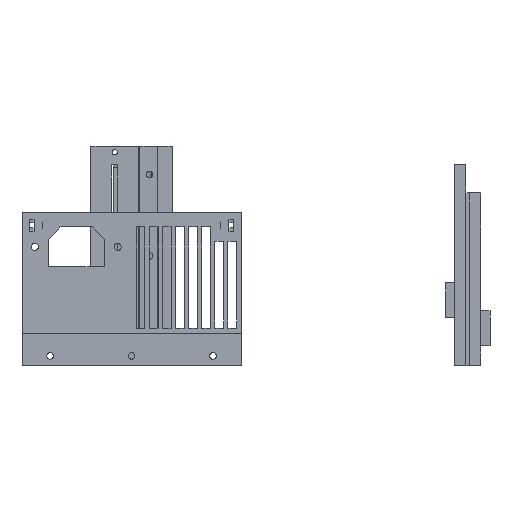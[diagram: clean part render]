
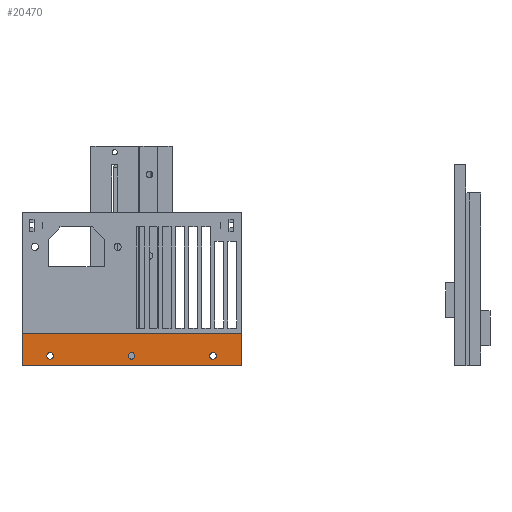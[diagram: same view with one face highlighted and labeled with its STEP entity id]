
A CAD part, front view. The second image highlights one B-rep face of the part: STEP entity #20470.
In plain terms, the highlighted free-form (B-spline) face has degree [1, 1] with [2, 2] control points.
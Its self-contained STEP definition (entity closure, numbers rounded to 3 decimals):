
#19978=CARTESIAN_POINT('',(52.946,135.741,11.618));
#19979=VERTEX_POINT('',#19978);
#19980=CARTESIAN_POINT('',(-52.946,135.741,11.618));
#19981=VERTEX_POINT('',#19980);
#19982=CARTESIAN_POINT('',(52.946,135.741,11.618));
#19983=CARTESIAN_POINT('',(-52.946,135.741,11.618));
#19984=B_SPLINE_CURVE_WITH_KNOTS('',1,(#19982,#19983),.UNSPECIFIED.,.F.,.F.,(2,2),(0.,0.106),.UNSPECIFIED.);
#19985=EDGE_CURVE('',#19979,#19981,#19984,.T.);
#20353=CARTESIAN_POINT('',(-52.946,135.741,11.618));
#20354=CARTESIAN_POINT('',(52.946,135.741,11.618));
#20355=CARTESIAN_POINT('',(-52.946,135.741,-4.));
#20356=CARTESIAN_POINT('',(52.946,135.741,-4.));
#20357=B_SPLINE_SURFACE_WITH_KNOTS('',1,1,((#20353,#20354),(#20355,#20356)),.UNSPECIFIED.,.F.,.F.,.U.,(2,2),(2,2),(0.009,0.024),(-0.106,0.),.UNSPECIFIED.);
#20358=CARTESIAN_POINT('',(-39.337,135.741,2.267));
#20359=VERTEX_POINT('',#20358);
#20360=CARTESIAN_POINT('',(-39.337,135.741,-0.933));
#20361=VERTEX_POINT('',#20360);
#20362=CARTESIAN_POINT('',(-39.337,135.741,-0.933));
#20363=CARTESIAN_POINT('',(-37.737,135.741,-0.933));
#20364=CARTESIAN_POINT('',(-37.737,135.741,0.667));
#20365=CARTESIAN_POINT('',(-37.737,135.741,2.267));
#20366=CARTESIAN_POINT('',(-39.337,135.741,2.267));
#20367=CARTESIAN_POINT('',(-40.937,135.741,2.267));
#20368=CARTESIAN_POINT('',(-40.937,135.741,0.667));
#20369=CARTESIAN_POINT('',(-40.937,135.741,-0.933));
#20370=CARTESIAN_POINT('',(-39.337,135.741,-0.933));
#20371=(BOUNDED_CURVE()
B_SPLINE_CURVE(2,(#20362,#20363,#20364,#20365,#20366,#20367,#20368,#20369,#20370),.UNSPECIFIED.,.T.,.F.)
B_SPLINE_CURVE_WITH_KNOTS((3,2,2,2,3),(0.,1.571,3.142,4.712,6.283),.UNSPECIFIED.)
CURVE()
GEOMETRIC_REPRESENTATION_ITEM()
RATIONAL_B_SPLINE_CURVE((1.,0.707,1.,0.707,1.,0.707,1.,0.707,1.))
REPRESENTATION_ITEM(''));
#20372=EDGE_CURVE('',#20359,#20361,#20371,.T.);
#20373=ORIENTED_EDGE('',*,*,#20372,.F.);
#20374=CARTESIAN_POINT('',(-39.337,135.741,-0.933));
#20375=CARTESIAN_POINT('',(-37.737,135.741,-0.933));
#20376=CARTESIAN_POINT('',(-37.737,135.741,0.667));
#20377=CARTESIAN_POINT('',(-37.737,135.741,2.267));
#20378=CARTESIAN_POINT('',(-39.337,135.741,2.267));
#20379=CARTESIAN_POINT('',(-40.937,135.741,2.267));
#20380=CARTESIAN_POINT('',(-40.937,135.741,0.667));
#20381=CARTESIAN_POINT('',(-40.937,135.741,-0.933));
#20382=CARTESIAN_POINT('',(-39.337,135.741,-0.933));
#20383=(BOUNDED_CURVE()
B_SPLINE_CURVE(2,(#20374,#20375,#20376,#20377,#20378,#20379,#20380,#20381,#20382),.UNSPECIFIED.,.T.,.F.)
B_SPLINE_CURVE_WITH_KNOTS((3,2,2,2,3),(0.,1.571,3.142,4.712,6.283),.UNSPECIFIED.)
CURVE()
GEOMETRIC_REPRESENTATION_ITEM()
RATIONAL_B_SPLINE_CURVE((1.,0.707,1.,0.707,1.,0.707,1.,0.707,1.))
REPRESENTATION_ITEM(''));
#20384=EDGE_CURVE('',#20361,#20359,#20383,.T.);
#20385=ORIENTED_EDGE('',*,*,#20384,.F.);
#20386=EDGE_LOOP('',(#20373,#20385));
#20387=FACE_BOUND('',#20386,.T.);
#20388=CARTESIAN_POINT('',(-0.,135.741,2.267));
#20389=VERTEX_POINT('',#20388);
#20390=CARTESIAN_POINT('',(-0.,135.741,-0.933));
#20391=VERTEX_POINT('',#20390);
#20392=CARTESIAN_POINT('',(-0.,135.741,-0.933));
#20393=CARTESIAN_POINT('',(1.6,135.741,-0.933));
#20394=CARTESIAN_POINT('',(1.6,135.741,0.667));
#20395=CARTESIAN_POINT('',(1.6,135.741,2.267));
#20396=CARTESIAN_POINT('',(-0.,135.741,2.267));
#20397=CARTESIAN_POINT('',(-1.6,135.741,2.267));
#20398=CARTESIAN_POINT('',(-1.6,135.741,0.667));
#20399=CARTESIAN_POINT('',(-1.6,135.741,-0.933));
#20400=CARTESIAN_POINT('',(-0.,135.741,-0.933));
#20401=(BOUNDED_CURVE()
B_SPLINE_CURVE(2,(#20392,#20393,#20394,#20395,#20396,#20397,#20398,#20399,#20400),.UNSPECIFIED.,.T.,.F.)
B_SPLINE_CURVE_WITH_KNOTS((3,2,2,2,3),(0.,1.571,3.142,4.712,6.283),.UNSPECIFIED.)
CURVE()
GEOMETRIC_REPRESENTATION_ITEM()
RATIONAL_B_SPLINE_CURVE((1.,0.707,1.,0.707,1.,0.707,1.,0.707,1.))
REPRESENTATION_ITEM(''));
#20402=EDGE_CURVE('',#20389,#20391,#20401,.T.);
#20403=ORIENTED_EDGE('',*,*,#20402,.F.);
#20404=CARTESIAN_POINT('',(-0.,135.741,-0.933));
#20405=CARTESIAN_POINT('',(1.6,135.741,-0.933));
#20406=CARTESIAN_POINT('',(1.6,135.741,0.667));
#20407=CARTESIAN_POINT('',(1.6,135.741,2.267));
#20408=CARTESIAN_POINT('',(-0.,135.741,2.267));
#20409=CARTESIAN_POINT('',(-1.6,135.741,2.267));
#20410=CARTESIAN_POINT('',(-1.6,135.741,0.667));
#20411=CARTESIAN_POINT('',(-1.6,135.741,-0.933));
#20412=CARTESIAN_POINT('',(-0.,135.741,-0.933));
#20413=(BOUNDED_CURVE()
B_SPLINE_CURVE(2,(#20404,#20405,#20406,#20407,#20408,#20409,#20410,#20411,#20412),.UNSPECIFIED.,.T.,.F.)
B_SPLINE_CURVE_WITH_KNOTS((3,2,2,2,3),(0.,1.571,3.142,4.712,6.283),.UNSPECIFIED.)
CURVE()
GEOMETRIC_REPRESENTATION_ITEM()
RATIONAL_B_SPLINE_CURVE((1.,0.707,1.,0.707,1.,0.707,1.,0.707,1.))
REPRESENTATION_ITEM(''));
#20414=EDGE_CURVE('',#20391,#20389,#20413,.T.);
#20415=ORIENTED_EDGE('',*,*,#20414,.F.);
#20416=EDGE_LOOP('',(#20403,#20415));
#20417=FACE_BOUND('',#20416,.T.);
#20418=CARTESIAN_POINT('',(39.337,135.741,2.267));
#20419=VERTEX_POINT('',#20418);
#20420=CARTESIAN_POINT('',(39.337,135.741,-0.933));
#20421=VERTEX_POINT('',#20420);
#20422=CARTESIAN_POINT('',(39.337,135.741,-0.933));
#20423=CARTESIAN_POINT('',(40.937,135.741,-0.933));
#20424=CARTESIAN_POINT('',(40.937,135.741,0.667));
#20425=CARTESIAN_POINT('',(40.937,135.741,2.267));
#20426=CARTESIAN_POINT('',(39.337,135.741,2.267));
#20427=CARTESIAN_POINT('',(37.737,135.741,2.267));
#20428=CARTESIAN_POINT('',(37.737,135.741,0.667));
#20429=CARTESIAN_POINT('',(37.737,135.741,-0.933));
#20430=CARTESIAN_POINT('',(39.337,135.741,-0.933));
#20431=(BOUNDED_CURVE()
B_SPLINE_CURVE(2,(#20422,#20423,#20424,#20425,#20426,#20427,#20428,#20429,#20430),.UNSPECIFIED.,.T.,.F.)
B_SPLINE_CURVE_WITH_KNOTS((3,2,2,2,3),(0.,1.571,3.142,4.712,6.283),.UNSPECIFIED.)
CURVE()
GEOMETRIC_REPRESENTATION_ITEM()
RATIONAL_B_SPLINE_CURVE((1.,0.707,1.,0.707,1.,0.707,1.,0.707,1.))
REPRESENTATION_ITEM(''));
#20432=EDGE_CURVE('',#20419,#20421,#20431,.T.);
#20433=ORIENTED_EDGE('',*,*,#20432,.F.);
#20434=CARTESIAN_POINT('',(39.337,135.741,-0.933));
#20435=CARTESIAN_POINT('',(40.937,135.741,-0.933));
#20436=CARTESIAN_POINT('',(40.937,135.741,0.667));
#20437=CARTESIAN_POINT('',(40.937,135.741,2.267));
#20438=CARTESIAN_POINT('',(39.337,135.741,2.267));
#20439=CARTESIAN_POINT('',(37.737,135.741,2.267));
#20440=CARTESIAN_POINT('',(37.737,135.741,0.667));
#20441=CARTESIAN_POINT('',(37.737,135.741,-0.933));
#20442=CARTESIAN_POINT('',(39.337,135.741,-0.933));
#20443=(BOUNDED_CURVE()
B_SPLINE_CURVE(2,(#20434,#20435,#20436,#20437,#20438,#20439,#20440,#20441,#20442),.UNSPECIFIED.,.T.,.F.)
B_SPLINE_CURVE_WITH_KNOTS((3,2,2,2,3),(0.,1.571,3.142,4.712,6.283),.UNSPECIFIED.)
CURVE()
GEOMETRIC_REPRESENTATION_ITEM()
RATIONAL_B_SPLINE_CURVE((1.,0.707,1.,0.707,1.,0.707,1.,0.707,1.))
REPRESENTATION_ITEM(''));
#20444=EDGE_CURVE('',#20421,#20419,#20443,.T.);
#20445=ORIENTED_EDGE('',*,*,#20444,.F.);
#20446=EDGE_LOOP('',(#20433,#20445));
#20447=FACE_BOUND('',#20446,.T.);
#20448=CARTESIAN_POINT('',(52.946,135.741,-4.));
#20449=VERTEX_POINT('',#20448);
#20450=CARTESIAN_POINT('',(-52.946,135.741,-4.));
#20451=VERTEX_POINT('',#20450);
#20452=CARTESIAN_POINT('',(52.946,135.741,-4.));
#20453=CARTESIAN_POINT('',(-52.946,135.741,-4.));
#20454=B_SPLINE_CURVE_WITH_KNOTS('',1,(#20452,#20453),.UNSPECIFIED.,.F.,.F.,(2,2),(-0.124,-0.018),.UNSPECIFIED.);
#20455=EDGE_CURVE('',#20449,#20451,#20454,.T.);
#20456=ORIENTED_EDGE('',*,*,#20455,.F.);
#20457=CARTESIAN_POINT('',(52.946,135.741,11.618));
#20458=CARTESIAN_POINT('',(52.946,135.741,-4.));
#20459=B_SPLINE_CURVE_WITH_KNOTS('',1,(#20457,#20458),.UNSPECIFIED.,.F.,.F.,(2,2),(-0.005,0.011),.UNSPECIFIED.);
#20460=EDGE_CURVE('',#19979,#20449,#20459,.T.);
#20461=ORIENTED_EDGE('',*,*,#20460,.F.);
#20462=ORIENTED_EDGE('',*,*,#19985,.T.);
#20463=CARTESIAN_POINT('',(-52.946,135.741,-4.));
#20464=CARTESIAN_POINT('',(-52.946,135.741,11.618));
#20465=B_SPLINE_CURVE_WITH_KNOTS('',1,(#20463,#20464),.UNSPECIFIED.,.F.,.F.,(2,2),(-0.074,-0.058),.UNSPECIFIED.);
#20466=EDGE_CURVE('',#20451,#19981,#20465,.T.);
#20467=ORIENTED_EDGE('',*,*,#20466,.F.);
#20468=EDGE_LOOP('',(#20456,#20461,#20462,#20467));
#20469=FACE_BOUND('',#20468,.T.);
#20470=ADVANCED_FACE('',(#20387,#20417,#20447,#20469),#20357,.T.);
